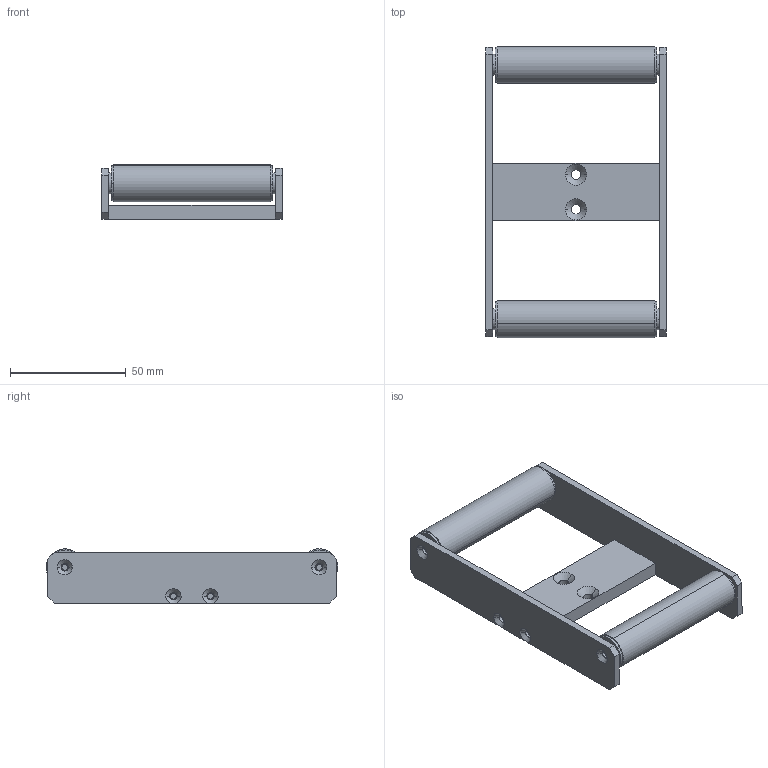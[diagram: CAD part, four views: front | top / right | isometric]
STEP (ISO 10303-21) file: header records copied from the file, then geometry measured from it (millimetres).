
FILE_DESCRIPTION (( 'STEP AP214' ), '1' );
FILE_NAME ('Ñáîðêà1 step.STEP', '2023-11-29T19:47:24', ( '' ), ( '' ), 'SwSTEP 2.0', 'SolidWorks 2020', '' );
FILE_SCHEMA (( 'AUTOMOTIVE_DESIGN' ));
Length unit declared in the file: millimetre
Products named in the file (7): 櫻蠉錪4; 櫻蠉錪2; 櫻蠉錪1; F695 Bearing; 櫻蠉錪5; 櫻蠉錪3; 栖闉罻1 step
Assembly tree (15 placements, depth 2):
  栖闉罻1 step
    櫻蠉錪2
    櫻蠉錪1  x2
    櫻蠉錪3  x2
    F695 Bearing  x4
    櫻蠉錪4  x4
    櫻蠉錪5  x2
Bounding box: 78 x 125.96 x 23.49 mm (x, y, z)
Volume: 40048 mm3; surface area: 37353 mm2
Topology: 15 solids, 15 shells, 282 faces, 600 edges, 388 vertices
Faces by surface type: cylinder 144, plane 94, cone 36, torus 8
Entity records: 3632 total; most frequent: DIRECTION 650, CARTESIAN_POINT 561, ORIENTED_EDGE 500, AXIS2_PLACEMENT_3D 269, EDGE_CURVE 250, VERTEX_POINT 160, EDGE_LOOP 146, CIRCLE 136
